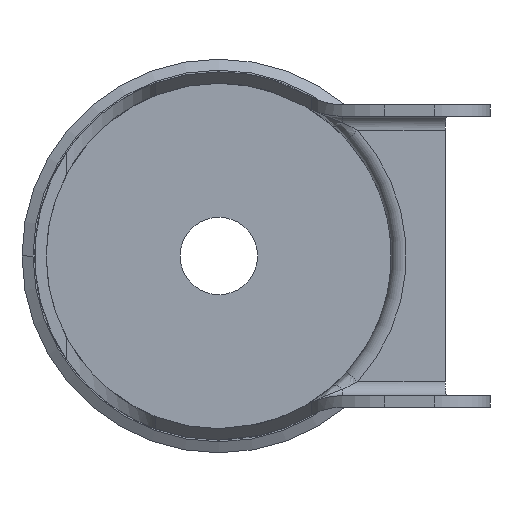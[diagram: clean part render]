
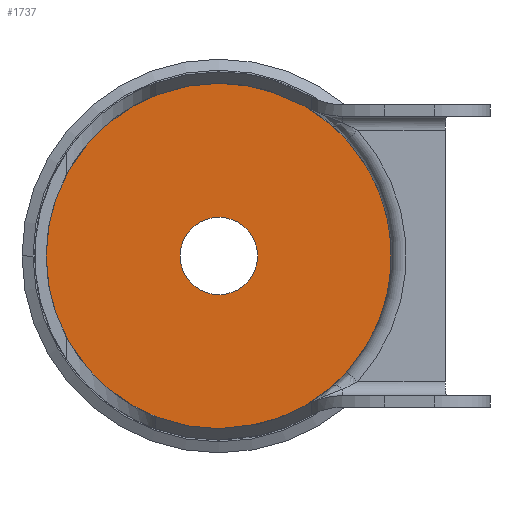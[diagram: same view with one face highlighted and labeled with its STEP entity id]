
A CAD part, front view. The second image highlights one B-rep face of the part: STEP entity #1737.
In plain terms, the highlighted planar face has unit normal (0, -1, 0).
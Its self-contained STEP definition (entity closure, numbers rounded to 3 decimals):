
#56 = DIRECTION ( 'NONE',  ( 0., 1., 0. ) ) ;
#68 = DIRECTION ( 'NONE',  ( 0., 0., 1. ) ) ;
#72 = AXIS2_PLACEMENT_3D ( 'NONE', #1258, #1235, #1678 ) ;
#241 = DIRECTION ( 'NONE',  ( 0., 1., 0. ) ) ;
#285 = CARTESIAN_POINT ( 'NONE',  ( 0., 93.2, 0. ) ) ;
#358 = AXIS2_PLACEMENT_3D ( 'NONE', #2017, #241, #1411 ) ;
#551 = CIRCLE ( 'NONE', #1374, 27.2 ) ;
#620 = PLANE ( 'NONE',  #358 ) ;
#671 = VERTEX_POINT ( 'NONE', #2164 ) ;
#678 = VERTEX_POINT ( 'NONE', #2250 ) ;
#693 = EDGE_CURVE ( 'NONE', #678, #737, #1183, .T. ) ;
#718 = ORIENTED_EDGE ( 'NONE', *, *, #1410, .F. ) ;
#737 = VERTEX_POINT ( 'NONE', #1066 ) ;
#887 = DIRECTION ( 'NONE',  ( 0., 0., 1. ) ) ;
#978 = EDGE_CURVE ( 'NONE', #737, #678, #551, .T. ) ;
#1066 = CARTESIAN_POINT ( 'NONE',  ( 0., 93.2, 27.2 ) ) ;
#1072 = CARTESIAN_POINT ( 'NONE',  ( 0., 93.2, 0. ) ) ;
#1183 = CIRCLE ( 'NONE', #72, 27.2 ) ;
#1189 = CARTESIAN_POINT ( 'NONE',  ( 6.1, 93.2, 0. ) ) ;
#1220 = VERTEX_POINT ( 'NONE', #1189 ) ;
#1235 = DIRECTION ( 'NONE',  ( 0., 1., 0. ) ) ;
#1236 = EDGE_LOOP ( 'NONE', ( #1320, #718 ) ) ;
#1258 = CARTESIAN_POINT ( 'NONE',  ( 0., 93.2, 0. ) ) ;
#1313 = EDGE_LOOP ( 'NONE', ( #1463, #2255 ) ) ;
#1320 = ORIENTED_EDGE ( 'NONE', *, *, #1885, .F. ) ;
#1374 = AXIS2_PLACEMENT_3D ( 'NONE', #2029, #56, #68 ) ;
#1410 = EDGE_CURVE ( 'NONE', #1220, #671, #2236, .T. ) ;
#1411 = DIRECTION ( 'NONE',  ( 0., 0., 1. ) ) ;
#1434 = FACE_OUTER_BOUND ( 'NONE', #1313, .T. ) ;
#1459 = AXIS2_PLACEMENT_3D ( 'NONE', #285, #1836, #2435 ) ;
#1463 = ORIENTED_EDGE ( 'NONE', *, *, #978, .F. ) ;
#1470 = CIRCLE ( 'NONE', #1888, 6.1 ) ;
#1678 = DIRECTION ( 'NONE',  ( 0., 0., 1. ) ) ;
#1737 = ADVANCED_FACE ( 'NONE', ( #2382, #1434 ), #620, .F. ) ;
#1836 = DIRECTION ( 'NONE',  ( 0., -1., 0. ) ) ;
#1885 = EDGE_CURVE ( 'NONE', #671, #1220, #1470, .T. ) ;
#1888 = AXIS2_PLACEMENT_3D ( 'NONE', #1072, #2285, #887 ) ;
#2017 = CARTESIAN_POINT ( 'NONE',  ( 0., 93.2, 0. ) ) ;
#2029 = CARTESIAN_POINT ( 'NONE',  ( 0., 93.2, 0. ) ) ;
#2164 = CARTESIAN_POINT ( 'NONE',  ( -6.1, 93.2, 0. ) ) ;
#2236 = CIRCLE ( 'NONE', #1459, 6.1 ) ;
#2250 = CARTESIAN_POINT ( 'NONE',  ( 0., 93.2, -27.2 ) ) ;
#2255 = ORIENTED_EDGE ( 'NONE', *, *, #693, .F. ) ;
#2285 = DIRECTION ( 'NONE',  ( 0., -1., 0. ) ) ;
#2382 = FACE_BOUND ( 'NONE', #1236, .T. ) ;
#2435 = DIRECTION ( 'NONE',  ( 0., 0., 1. ) ) ;
